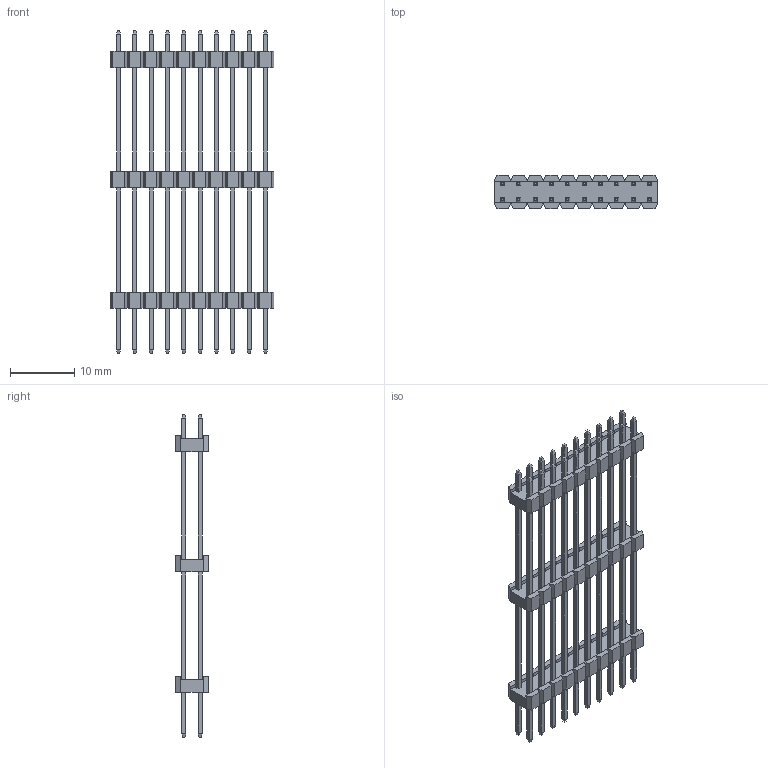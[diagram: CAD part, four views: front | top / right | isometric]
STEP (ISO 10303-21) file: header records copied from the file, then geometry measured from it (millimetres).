
FILE_DESCRIPTION (( 'STEP AP214' ), '1' );
FILE_NAME ('FPH25454-D20S1004230870B-REF.STEP', '2025-12-01T01:22:16', ( '' ), ( '' ), 'SwSTEP 2.0', 'SolidWorks 2021', '' );
FILE_SCHEMA (( 'AUTOMOTIVE_DESIGN' ));
Length unit declared in the file: millimetre
Products named in the file (1): FPH25454-D20S1004230870B-REF
Bounding box: 25.4 x 5.08 x 50.25 mm (x, y, z)
Volume: 1151 mm3; surface area: 3592.7 mm2
Topology: 1 solids, 1 shells, 724 faces, 1874 edges, 1196 vertices
Faces by surface type: plane 724
Entity records: 21584 total; most frequent: CARTESIAN_POINT 3795, ORIENTED_EDGE 3748, DIRECTION 3324, LINE 1874, EDGE_CURVE 1874, VECTOR 1874, VERTEX_POINT 1196, EDGE_LOOP 844
